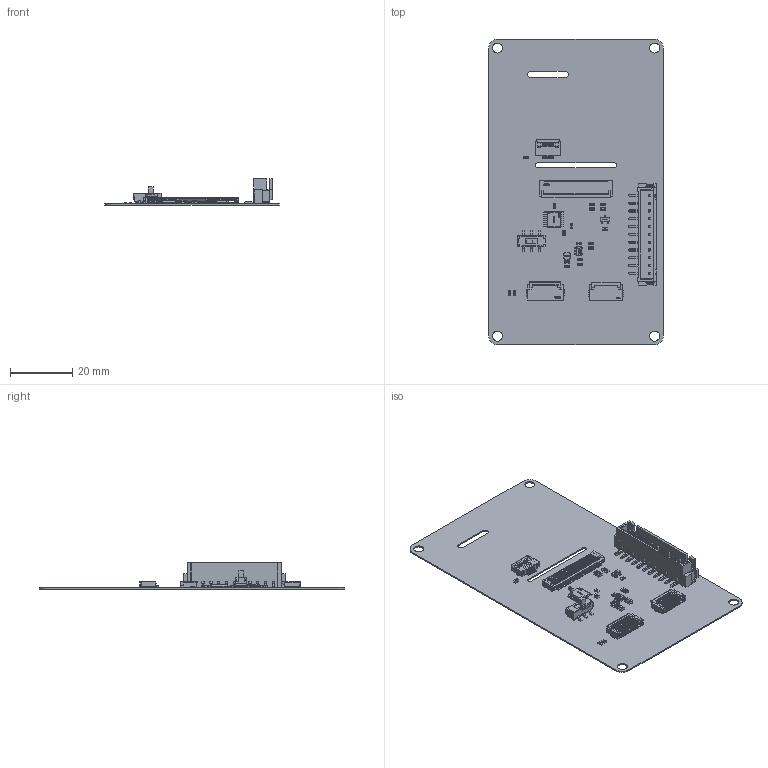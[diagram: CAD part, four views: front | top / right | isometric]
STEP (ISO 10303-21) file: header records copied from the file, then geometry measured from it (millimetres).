
FILE_DESCRIPTION(('Open CASCADE Model'),'2;1');
FILE_NAME('Open CASCADE Shape Model','2024-03-18T09:07:09',('Author'),( 'Open CASCADE'),'Open CASCADE STEP processor 7.5','Open CASCADE 7.5' ,'Unknown');
FILE_SCHEMA(('AUTOMOTIVE_DESIGN { 1 0 10303 214 1 1 1 1 }'));
Length unit declared in the file: millimetre
Products named in the file (61): PCB; Board; Open CASCADE STEP translator 7.5 1.1.1; JP1; XH2.54-LS-11P; XH2.54-LS-ӽ½À; LOGOԲ0.5; C9; C 0603; LOGOԲ; C8; C7; C6; FPC2; FPC-SMD_14P-P0.50_L10.5-W5.9-H2.0-X05A20H14G; FPC1; FPC-SMD_16P-P0.50_L11.5-W5.9-H2.0-X05A20H16G; U1; TSSOP-16_L5.0-W4.4-H1.0-LS6.4-P0.65 (1); SW1; SW-SMD_MST22D18G2; R9; R 0603; R8; R7; R6; R5; R4; R3; R2; R1; Q1; SOT23-3; SOT23-3 ӽ½À; LOGOԲ0.15; L1; NR2520; JP3; FPC0.5 2H-S-W-8P; FPC0.5 2H-W ӽ½À ...
Assembly tree (99 placements, depth 4):
  PCB
    Board
      Open CASCADE STEP translator 7.5 1.1.1
    JP1
      XH2.54-LS-11P
        XH2.54-LS-ӽ½À  x11
        LOGOԲ0.5
        XH2.54-LS-11P
    C9
      C 0603
        LOGOԲ
        C 0603
    C8
      C 0603
        LOGOԲ
        C 0603
    C7
      C 0603
        LOGOԲ
        C 0603
    C6
      C 0603
        LOGOԲ
        C 0603
    FPC2
      FPC-SMD_14P-P0.50_L10.5-W5.9-H2.0-X05A20H14G
    FPC1
      FPC-SMD_16P-P0.50_L11.5-W5.9-H2.0-X05A20H16G
    U1
      TSSOP-16_L5.0-W4.4-H1.0-LS6.4-P0.65 (1)
    SW1
      SW-SMD_MST22D18G2
    R9
      R 0603
        R 0603
        LOGOԲ
    R8
      R 0603
        R 0603
        LOGOԲ
    R7
      R 0603
        R 0603
        LOGOԲ
    R6
      R 0603
        R 0603
        LOGOԲ
    R5
      R 0603
        R 0603
        LOGOԲ
    R4
      R 0603
        R 0603
        LOGOԲ
    R3
      R 0603
        R 0603
        LOGOԲ
Bounding box: 56 x 98 x 8.41 mm (x, y, z)
Volume: 3264.1 mm3; surface area: 15644.4 mm2
Topology: 603 solids, 603 shells, 10962 faces, 26962 edges, 17313 vertices
Faces by surface type: plane 6786, bspline 2093, cylinder 1610, torus 236, sphere 229, revolution 8
Full cylindrical faces by diameter (mm): 3.2 x4
Entity records: 273129 total; most frequent: CARTESIAN_POINT 65963, ORIENTED_EDGE 34310, DIRECTION 28961, EDGE_CURVE 17155, LINE 13225, VECTOR 13225, VERTEX_POINT 11063, AXIS2_PLACEMENT_3D 7864
